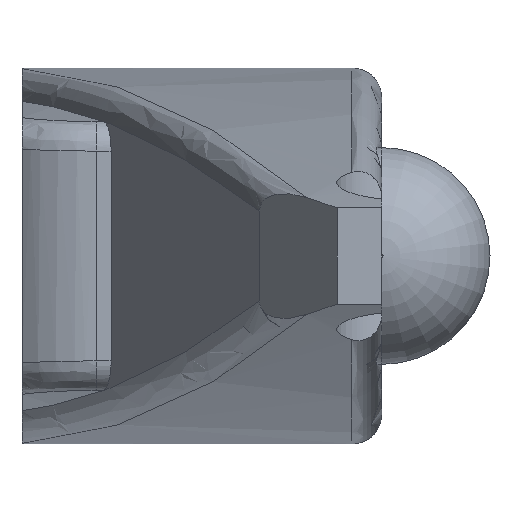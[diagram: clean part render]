
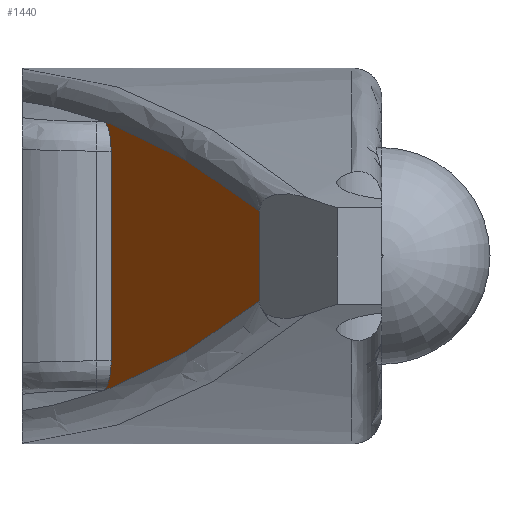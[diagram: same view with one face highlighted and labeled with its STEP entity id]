
A CAD part, left-side view. The second image highlights one B-rep face of the part: STEP entity #1440.
In plain terms, the highlighted planar face has unit normal (-0.27, 0.963, 0).
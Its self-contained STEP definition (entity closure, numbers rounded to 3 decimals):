
#6 = CARTESIAN_POINT ( 'NONE',  ( -21.99, 9.11, 10.303 ) ) ;
#32 = CARTESIAN_POINT ( 'NONE',  ( -21.99, 9.11, 18.272 ) ) ;
#67 = EDGE_CURVE ( 'NONE', #1561, #1844, #479, .T. ) ;
#105 = CARTESIAN_POINT ( 'NONE',  ( -21.09, 9.363, 18.366 ) ) ;
#172 = B_SPLINE_CURVE_WITH_KNOTS ( 'NONE', 3,
 ( #1025, #1474, #317, #1308 ),
 .UNSPECIFIED., .F., .F.,
 ( 4, 4 ),
 ( 0., 0.111 ),
 .UNSPECIFIED. ) ;
#176 =( BOUNDED_CURVE ( )  B_SPLINE_CURVE ( 3, ( #375, #978, #1673, #1681 ),
 .UNSPECIFIED., .F., .T. ) 
 B_SPLINE_CURVE_WITH_KNOTS ( ( 4, 4 ),
 ( 3.142, 4.612 ),
 .UNSPECIFIED. ) 
 CURVE ( )  GEOMETRIC_REPRESENTATION_ITEM ( )  RATIONAL_B_SPLINE_CURVE ( ( 1., 0.828, 0.828, 1. ) ) 
 REPRESENTATION_ITEM ( '' )  );
#195 = LINE ( 'NONE', #348, #314 ) ;
#220 =( BOUNDED_CURVE ( )  B_SPLINE_CURVE ( 3, ( #310, #893, #872, #1458 ),
 .UNSPECIFIED., .F., .T. ) 
 B_SPLINE_CURVE_WITH_KNOTS ( ( 4, 4 ),
 ( 4.819, 4.932 ),
 .UNSPECIFIED. ) 
 CURVE ( )  GEOMETRIC_REPRESENTATION_ITEM ( )  RATIONAL_B_SPLINE_CURVE ( ( 1., 0.999, 0.999, 1. ) ) 
 REPRESENTATION_ITEM ( '' )  );
#233 = CARTESIAN_POINT ( 'NONE',  ( -39.793, 4.11, 7.507 ) ) ;
#236 = CARTESIAN_POINT ( 'NONE',  ( -21.09, 9.363, 18.366 ) ) ;
#245 = CARTESIAN_POINT ( 'NONE',  ( -21.385, 9.28, 18.336 ) ) ;
#267 = CARTESIAN_POINT ( 'NONE',  ( -21.99, 9.11, 9.401 ) ) ;
#310 = CARTESIAN_POINT ( 'NONE',  ( -21.99, 9.11, 9.401 ) ) ;
#314 = VECTOR ( 'NONE', #927, 1000. ) ;
#317 = CARTESIAN_POINT ( 'NONE',  ( -21.385, 9.28, 9.338 ) ) ;
#348 = CARTESIAN_POINT ( 'NONE',  ( -21.99, 9.11, 0. ) ) ;
#375 = CARTESIAN_POINT ( 'NONE',  ( -21.99, 9.11, 10.303 ) ) ;
#410 = EDGE_CURVE ( 'NONE', #850, #518, #172, .T. ) ;
#434 = VECTOR ( 'NONE', #1564, 1000. ) ;
#446 = PLANE ( 'NONE',  #1643 ) ;
#479 =( BOUNDED_CURVE ( )  B_SPLINE_CURVE ( 3, ( #499, #1081, #935, #32 ),
 .UNSPECIFIED., .F., .T. ) 
 B_SPLINE_CURVE_WITH_KNOTS ( ( 4, 4 ),
 ( 1.351, 1.465 ),
 .UNSPECIFIED. ) 
 CURVE ( )  GEOMETRIC_REPRESENTATION_ITEM ( )  RATIONAL_B_SPLINE_CURVE ( ( 1., 0.999, 0.999, 1. ) ) 
 REPRESENTATION_ITEM ( '' )  );
#494 = ORIENTED_EDGE ( 'NONE', *, *, #410, .F. ) ;
#499 = CARTESIAN_POINT ( 'NONE',  ( -39.793, 4.11, 15.347 ) ) ;
#518 = VERTEX_POINT ( 'NONE', #1727 ) ;
#576 = CARTESIAN_POINT ( 'NONE',  ( -21.99, 9.11, 17.371 ) ) ;
#598 = CARTESIAN_POINT ( 'NONE',  ( -21.628, 9.212, 18.312 ) ) ;
#612 = EDGE_CURVE ( 'NONE', #1553, #518, #176, .T. ) ;
#613 = FACE_OUTER_BOUND ( 'NONE', #929, .T. ) ;
#744 = EDGE_CURVE ( 'NONE', #1524, #1844, #1028, .T. ) ;
#755 = CARTESIAN_POINT ( 'NONE',  ( -39.793, 4.11, 15.347 ) ) ;
#789 = ORIENTED_EDGE ( 'NONE', *, *, #744, .F. ) ;
#801 = CARTESIAN_POINT ( 'NONE',  ( -21.99, 9.11, 17.371 ) ) ;
#847 = ORIENTED_EDGE ( 'NONE', *, *, #936, .T. ) ;
#850 = VERTEX_POINT ( 'NONE', #267 ) ;
#851 = CARTESIAN_POINT ( 'NONE',  ( -21.685, 9.196, 18.305 ) ) ;
#863 = CARTESIAN_POINT ( 'NONE',  ( -21.09, 9.363, 18.366 ) ) ;
#872 = CARTESIAN_POINT ( 'NONE',  ( -33.918, 5.76, 11.015 ) ) ;
#893 = CARTESIAN_POINT ( 'NONE',  ( -27.977, 7.429, 10.039 ) ) ;
#896 = DIRECTION ( 'NONE',  ( -0.963, -0.27, 0. ) ) ;
#927 = DIRECTION ( 'NONE',  ( 0., 0., -1. ) ) ;
#929 = EDGE_LOOP ( 'NONE', ( #1029, #789, #1718, #948, #1122, #494, #847, #1236 ) ) ;
#935 = CARTESIAN_POINT ( 'NONE',  ( -27.977, 7.429, 17.635 ) ) ;
#936 = EDGE_CURVE ( 'NONE', #850, #1016, #220, .T. ) ;
#948 = ORIENTED_EDGE ( 'NONE', *, *, #1046, .T. ) ;
#978 = CARTESIAN_POINT ( 'NONE',  ( -21.99, 9.11, 9.763 ) ) ;
#1016 = VERTEX_POINT ( 'NONE', #1764 ) ;
#1025 = CARTESIAN_POINT ( 'NONE',  ( -21.99, 9.11, 9.401 ) ) ;
#1028 = B_SPLINE_CURVE_WITH_KNOTS ( 'NONE', 3,
 ( #105, #245, #851, #1252 ),
 .UNSPECIFIED., .F., .F.,
 ( 4, 4 ),
 ( 0.889, 1. ),
 .UNSPECIFIED. ) ;
#1029 = ORIENTED_EDGE ( 'NONE', *, *, #67, .T. ) ;
#1046 = EDGE_CURVE ( 'NONE', #1456, #1553, #195, .T. ) ;
#1081 = CARTESIAN_POINT ( 'NONE',  ( -33.918, 5.76, 16.658 ) ) ;
#1099 = EDGE_CURVE ( 'NONE', #1524, #1456, #1248, .T. ) ;
#1122 = ORIENTED_EDGE ( 'NONE', *, *, #612, .T. ) ;
#1236 = ORIENTED_EDGE ( 'NONE', *, *, #1525, .T. ) ;
#1248 =( BOUNDED_CURVE ( )  B_SPLINE_CURVE ( 3, ( #236, #598, #1383, #576 ),
 .UNSPECIFIED., .F., .T. ) 
 B_SPLINE_CURVE_WITH_KNOTS ( ( 4, 4 ),
 ( 1.671, 3.142 ),
 .UNSPECIFIED. ) 
 CURVE ( )  GEOMETRIC_REPRESENTATION_ITEM ( )  RATIONAL_B_SPLINE_CURVE ( ( 1., 0.828, 0.828, 1. ) ) 
 REPRESENTATION_ITEM ( '' )  );
#1252 = CARTESIAN_POINT ( 'NONE',  ( -21.99, 9.11, 18.272 ) ) ;
#1308 = CARTESIAN_POINT ( 'NONE',  ( -21.09, 9.363, 9.308 ) ) ;
#1317 = DIRECTION ( 'NONE',  ( -0.27, 0.963, 0. ) ) ;
#1383 = CARTESIAN_POINT ( 'NONE',  ( -21.99, 9.11, 17.911 ) ) ;
#1440 = ADVANCED_FACE ( 'NONE', ( #613 ), #446, .T. ) ;
#1456 = VERTEX_POINT ( 'NONE', #801 ) ;
#1458 = CARTESIAN_POINT ( 'NONE',  ( -39.793, 4.11, 12.327 ) ) ;
#1474 = CARTESIAN_POINT ( 'NONE',  ( -21.685, 9.196, 9.369 ) ) ;
#1481 = CARTESIAN_POINT ( 'NONE',  ( -3.98, 14.169, 7.507 ) ) ;
#1524 = VERTEX_POINT ( 'NONE', #863 ) ;
#1525 = EDGE_CURVE ( 'NONE', #1016, #1561, #1684, .T. ) ;
#1553 = VERTEX_POINT ( 'NONE', #6 ) ;
#1561 = VERTEX_POINT ( 'NONE', #755 ) ;
#1564 = DIRECTION ( 'NONE',  ( 0., 0., 1. ) ) ;
#1643 = AXIS2_PLACEMENT_3D ( 'NONE', #1481, #1317, #896 ) ;
#1673 = CARTESIAN_POINT ( 'NONE',  ( -21.628, 9.212, 9.362 ) ) ;
#1681 = CARTESIAN_POINT ( 'NONE',  ( -21.09, 9.363, 9.308 ) ) ;
#1684 = LINE ( 'NONE', #233, #434 ) ;
#1718 = ORIENTED_EDGE ( 'NONE', *, *, #1099, .T. ) ;
#1727 = CARTESIAN_POINT ( 'NONE',  ( -21.09, 9.363, 9.308 ) ) ;
#1764 = CARTESIAN_POINT ( 'NONE',  ( -39.793, 4.11, 12.327 ) ) ;
#1804 = CARTESIAN_POINT ( 'NONE',  ( -21.99, 9.11, 18.272 ) ) ;
#1844 = VERTEX_POINT ( 'NONE', #1804 ) ;
